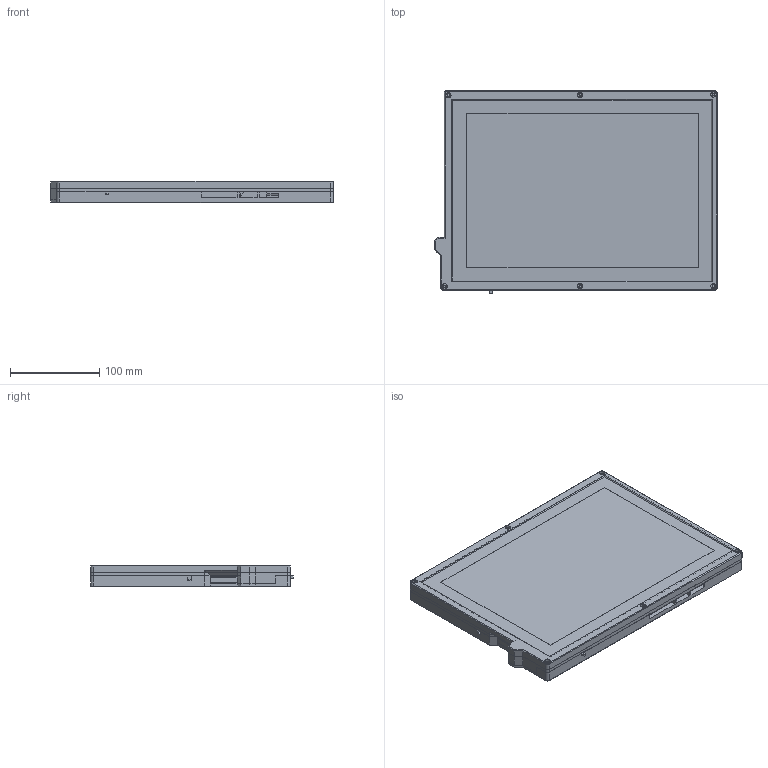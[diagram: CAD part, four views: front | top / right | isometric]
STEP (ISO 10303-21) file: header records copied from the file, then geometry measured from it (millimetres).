
FILE_DESCRIPTION(('HOOPS Exchange Step'),'2;1');
FILE_NAME('temp_export','2022-07-14T11:10:04-04:00',('mikearmstrong'),('Shapr3D Limited'),'HOOPS Exchange 2022.1','Shapr3D','Authorized');
FILE_SCHEMA( ('AP203_CONFIGURATION_CONTROLLED_3D_DESIGN_OF_MECHANICAL_PARTS_AND_ASSEMBLIES_MIM_LF') );
Length unit declared in the file: millimetre
Products named in the file (2): Tablet; root
Assembly tree (1 placements, depth 2):
  root
    Tablet
Bounding box: 317.21 x 227.56 x 24.65 mm (x, y, z)
Volume: 872339.8 mm3; surface area: 489613.1 mm2
Topology: 8 solids, 8 shells, 1031 faces, 2964 edges, 1997 vertices
Faces by surface type: plane 753, cylinder 258, cone 16, torus 4
Full cylindrical faces by diameter (mm): 1.4 x3, 2.1 x1, 2.2 x1, 3 x19, 3.6 x2, 4 x3, 4.5 x21, 5.75 x10, 6 x6, 6.5 x1, 7.5 x1, 8 x3, 9 x1, 9.4 x2, 9.6 x1, 10 x44, 20.1 x1, 50.25 x1
Entity records: 34477 total; most frequent: CARTESIAN_POINT 6199, ORIENTED_EDGE 5924, DIRECTION 5852, EDGE_CURVE 2962, VECTOR 2128, LINE 2128, VERTEX_POINT 1997, AXIS2_PLACEMENT_3D 1862
